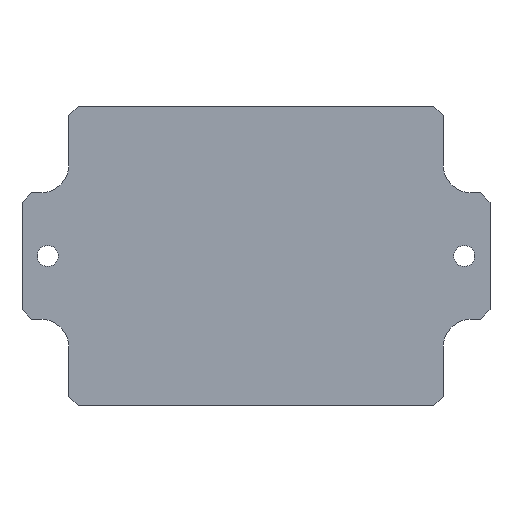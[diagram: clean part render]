
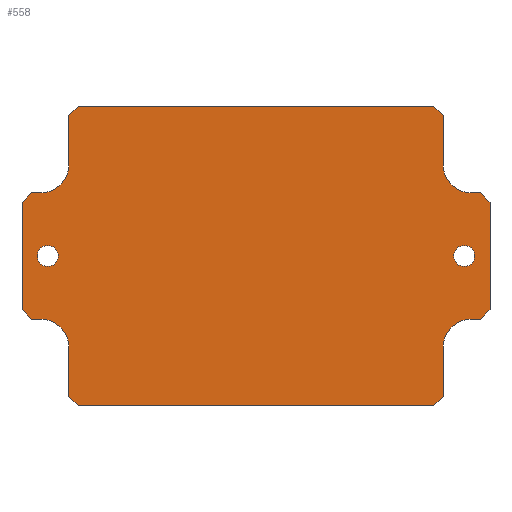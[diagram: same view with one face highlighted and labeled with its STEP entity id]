
A CAD part, top view. The second image highlights one B-rep face of the part: STEP entity #558.
In plain terms, the highlighted planar face has unit normal (0, 0, 1).
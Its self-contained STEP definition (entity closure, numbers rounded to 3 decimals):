
#25=FACE_BOUND('',#99,.T.);
#26=FACE_BOUND('',#100,.T.);
#33=CIRCLE('',#591,2.25);
#34=CIRCLE('',#593,2.25);
#35=CIRCLE('',#596,6.);
#36=CIRCLE('',#599,6.);
#37=CIRCLE('',#602,6.);
#38=CIRCLE('',#605,6.);
#66=FACE_OUTER_BOUND('',#98,.T.);
#98=EDGE_LOOP('',(#483,#484,#485,#486,#487,#488,#489,#490,#491,#492,#493,
#494,#495,#496,#497,#498,#499,#500,#501,#502,#503,#504,#505,#506));
#99=EDGE_LOOP('',(#507));
#100=EDGE_LOOP('',(#508));
#103=LINE('',#761,#167);
#107=LINE('',#768,#171);
#127=LINE('',#820,#191);
#129=LINE('',#824,#193);
#131=LINE('',#829,#195);
#134=LINE('',#834,#198);
#136=LINE('',#838,#200);
#138=LINE('',#842,#202);
#140=LINE('',#847,#204);
#143=LINE('',#852,#207);
#144=LINE('',#855,#208);
#147=LINE('',#860,#211);
#149=LINE('',#865,#213);
#152=LINE('',#870,#216);
#154=LINE('',#874,#218);
#156=LINE('',#878,#220);
#157=LINE('',#887,#221);
#159=LINE('',#893,#223);
#161=LINE('',#899,#225);
#163=LINE('',#905,#227);
#167=VECTOR('',#613,10.);
#171=VECTOR('',#619,10.);
#191=VECTOR('',#655,10.);
#193=VECTOR('',#659,10.);
#195=VECTOR('',#663,10.);
#198=VECTOR('',#668,10.);
#200=VECTOR('',#672,10.);
#202=VECTOR('',#676,10.);
#204=VECTOR('',#680,10.);
#207=VECTOR('',#685,10.);
#208=VECTOR('',#688,10.);
#211=VECTOR('',#693,10.);
#213=VECTOR('',#697,10.);
#216=VECTOR('',#702,10.);
#218=VECTOR('',#706,10.);
#220=VECTOR('',#710,10.);
#221=VECTOR('',#721,10.);
#223=VECTOR('',#729,10.);
#225=VECTOR('',#737,10.);
#227=VECTOR('',#745,10.);
#231=VERTEX_POINT('',#758);
#232=VERTEX_POINT('',#760);
#234=VERTEX_POINT('',#766);
#258=VERTEX_POINT('',#818);
#259=VERTEX_POINT('',#822);
#260=VERTEX_POINT('',#826);
#261=VERTEX_POINT('',#828);
#262=VERTEX_POINT('',#832);
#263=VERTEX_POINT('',#836);
#264=VERTEX_POINT('',#840);
#265=VERTEX_POINT('',#844);
#266=VERTEX_POINT('',#846);
#267=VERTEX_POINT('',#850);
#268=VERTEX_POINT('',#854);
#269=VERTEX_POINT('',#858);
#270=VERTEX_POINT('',#862);
#271=VERTEX_POINT('',#864);
#272=VERTEX_POINT('',#868);
#273=VERTEX_POINT('',#872);
#274=VERTEX_POINT('',#876);
#275=VERTEX_POINT('',#880);
#276=VERTEX_POINT('',#883);
#277=VERTEX_POINT('',#886);
#278=VERTEX_POINT('',#892);
#279=VERTEX_POINT('',#898);
#280=VERTEX_POINT('',#904);
#283=EDGE_CURVE('',#231,#232,#103,.T.);
#287=EDGE_CURVE('',#231,#234,#107,.T.);
#313=EDGE_CURVE('',#258,#234,#127,.T.);
#315=EDGE_CURVE('',#258,#259,#129,.T.);
#317=EDGE_CURVE('',#260,#261,#131,.T.);
#320=EDGE_CURVE('',#260,#262,#134,.T.);
#322=EDGE_CURVE('',#263,#262,#136,.T.);
#324=EDGE_CURVE('',#263,#264,#138,.T.);
#326=EDGE_CURVE('',#265,#266,#140,.T.);
#329=EDGE_CURVE('',#265,#267,#143,.T.);
#330=EDGE_CURVE('',#268,#267,#144,.T.);
#333=EDGE_CURVE('',#268,#269,#147,.T.);
#335=EDGE_CURVE('',#270,#271,#149,.T.);
#338=EDGE_CURVE('',#270,#272,#152,.T.);
#340=EDGE_CURVE('',#273,#272,#154,.T.);
#342=EDGE_CURVE('',#273,#274,#156,.T.);
#343=EDGE_CURVE('',#275,#275,#33,.T.);
#344=EDGE_CURVE('',#276,#276,#34,.T.);
#345=EDGE_CURVE('',#277,#266,#157,.T.);
#347=EDGE_CURVE('',#264,#277,#35,.T.);
#348=EDGE_CURVE('',#278,#261,#159,.T.);
#350=EDGE_CURVE('',#259,#278,#36,.T.);
#351=EDGE_CURVE('',#279,#232,#161,.T.);
#353=EDGE_CURVE('',#274,#279,#37,.T.);
#354=EDGE_CURVE('',#280,#271,#163,.T.);
#356=EDGE_CURVE('',#269,#280,#38,.T.);
#483=ORIENTED_EDGE('',*,*,#283,.F.);
#484=ORIENTED_EDGE('',*,*,#287,.T.);
#485=ORIENTED_EDGE('',*,*,#313,.F.);
#486=ORIENTED_EDGE('',*,*,#315,.T.);
#487=ORIENTED_EDGE('',*,*,#350,.T.);
#488=ORIENTED_EDGE('',*,*,#348,.T.);
#489=ORIENTED_EDGE('',*,*,#317,.F.);
#490=ORIENTED_EDGE('',*,*,#320,.T.);
#491=ORIENTED_EDGE('',*,*,#322,.F.);
#492=ORIENTED_EDGE('',*,*,#324,.T.);
#493=ORIENTED_EDGE('',*,*,#347,.T.);
#494=ORIENTED_EDGE('',*,*,#345,.T.);
#495=ORIENTED_EDGE('',*,*,#326,.F.);
#496=ORIENTED_EDGE('',*,*,#329,.T.);
#497=ORIENTED_EDGE('',*,*,#330,.F.);
#498=ORIENTED_EDGE('',*,*,#333,.T.);
#499=ORIENTED_EDGE('',*,*,#356,.T.);
#500=ORIENTED_EDGE('',*,*,#354,.T.);
#501=ORIENTED_EDGE('',*,*,#335,.F.);
#502=ORIENTED_EDGE('',*,*,#338,.T.);
#503=ORIENTED_EDGE('',*,*,#340,.F.);
#504=ORIENTED_EDGE('',*,*,#342,.T.);
#505=ORIENTED_EDGE('',*,*,#353,.T.);
#506=ORIENTED_EDGE('',*,*,#351,.T.);
#507=ORIENTED_EDGE('',*,*,#343,.T.);
#508=ORIENTED_EDGE('',*,*,#344,.T.);
#530=PLANE('',#606);
#558=ADVANCED_FACE('',(#66,#25,#26),#530,.T.);
#591=AXIS2_PLACEMENT_3D('',#881,#713,#714);
#593=AXIS2_PLACEMENT_3D('',#884,#717,#718);
#596=AXIS2_PLACEMENT_3D('',#890,#725,#726);
#599=AXIS2_PLACEMENT_3D('',#896,#733,#734);
#602=AXIS2_PLACEMENT_3D('',#902,#741,#742);
#605=AXIS2_PLACEMENT_3D('',#908,#749,#750);
#606=AXIS2_PLACEMENT_3D('',#909,#751,#752);
#613=DIRECTION('',(-0.707,0.707,0.));
#619=DIRECTION('',(1.,0.,0.));
#655=DIRECTION('',(-0.707,-0.707,0.));
#659=DIRECTION('',(0.,1.,0.));
#663=DIRECTION('',(-0.707,-0.707,0.));
#668=DIRECTION('',(0.,1.,0.));
#672=DIRECTION('',(0.707,-0.707,0.));
#676=DIRECTION('',(-1.,0.,0.));
#680=DIRECTION('',(0.707,-0.707,0.));
#685=DIRECTION('',(-1.,0.,0.));
#688=DIRECTION('',(0.707,0.707,0.));
#693=DIRECTION('',(0.,-1.,0.));
#697=DIRECTION('',(0.707,0.707,0.));
#702=DIRECTION('',(0.,-1.,0.));
#706=DIRECTION('',(-0.707,0.707,0.));
#710=DIRECTION('',(1.,0.,0.));
#713=DIRECTION('center_axis',(0.,0.,-1.));
#714=DIRECTION('ref_axis',(-1.,0.,0.));
#717=DIRECTION('center_axis',(0.,0.,-1.));
#718=DIRECTION('ref_axis',(-1.,0.,0.));
#721=DIRECTION('',(0.,1.,0.));
#725=DIRECTION('center_axis',(0.,0.,-1.));
#726=DIRECTION('ref_axis',(-1.,0.,0.));
#729=DIRECTION('',(1.,0.,0.));
#733=DIRECTION('center_axis',(0.,0.,-1.));
#734=DIRECTION('ref_axis',(0.,1.,0.));
#737=DIRECTION('',(0.,-1.,0.));
#741=DIRECTION('center_axis',(0.,0.,-1.));
#742=DIRECTION('ref_axis',(1.,0.,0.));
#745=DIRECTION('',(-1.,0.,0.));
#749=DIRECTION('center_axis',(0.,0.,-1.));
#750=DIRECTION('ref_axis',(0.,-1.,0.));
#751=DIRECTION('center_axis',(0.,0.,1.));
#752=DIRECTION('ref_axis',(1.,0.,0.));
#758=CARTESIAN_POINT('',(-38.,-32.,0.75));
#760=CARTESIAN_POINT('',(-40.,-30.,0.75));
#761=CARTESIAN_POINT('',(-37.,-33.,0.75));
#766=CARTESIAN_POINT('',(38.,-32.,0.75));
#768=CARTESIAN_POINT('',(40.,-32.,0.75));
#818=CARTESIAN_POINT('',(40.,-30.,0.75));
#820=CARTESIAN_POINT('',(37.,-33.,0.75));
#822=CARTESIAN_POINT('',(40.,-19.5,0.75));
#824=CARTESIAN_POINT('',(40.,-19.5,0.75));
#826=CARTESIAN_POINT('',(50.,-11.5,0.75));
#828=CARTESIAN_POINT('',(48.,-13.5,0.75));
#829=CARTESIAN_POINT('',(39.875,-21.625,0.75));
#832=CARTESIAN_POINT('',(50.,11.5,0.75));
#834=CARTESIAN_POINT('',(50.,13.5,0.75));
#836=CARTESIAN_POINT('',(48.,13.5,0.75));
#838=CARTESIAN_POINT('',(39.875,21.625,0.75));
#840=CARTESIAN_POINT('',(46.,13.5,0.75));
#842=CARTESIAN_POINT('',(46.,13.5,0.75));
#844=CARTESIAN_POINT('',(38.,32.,0.75));
#846=CARTESIAN_POINT('',(40.,30.,0.75));
#847=CARTESIAN_POINT('',(37.,33.,0.75));
#850=CARTESIAN_POINT('',(-38.,32.,0.75));
#852=CARTESIAN_POINT('',(-40.,32.,0.75));
#854=CARTESIAN_POINT('',(-40.,30.,0.75));
#855=CARTESIAN_POINT('',(-37.,33.,0.75));
#858=CARTESIAN_POINT('',(-40.,19.5,0.75));
#860=CARTESIAN_POINT('',(-40.,19.5,0.75));
#862=CARTESIAN_POINT('',(-50.,11.5,0.75));
#864=CARTESIAN_POINT('',(-48.,13.5,0.75));
#865=CARTESIAN_POINT('',(-39.875,21.625,0.75));
#868=CARTESIAN_POINT('',(-50.,-11.5,0.75));
#870=CARTESIAN_POINT('',(-50.,-13.5,0.75));
#872=CARTESIAN_POINT('',(-48.,-13.5,0.75));
#874=CARTESIAN_POINT('',(-39.875,-21.625,0.75));
#876=CARTESIAN_POINT('',(-46.,-13.5,0.75));
#878=CARTESIAN_POINT('',(-46.,-13.5,0.75));
#880=CARTESIAN_POINT('',(46.75,0.,0.75));
#881=CARTESIAN_POINT('Origin',(44.5,0.,0.75));
#883=CARTESIAN_POINT('',(-42.25,0.,0.75));
#884=CARTESIAN_POINT('Origin',(-44.5,0.,0.75));
#886=CARTESIAN_POINT('',(40.,19.5,0.75));
#887=CARTESIAN_POINT('',(40.,32.,0.75));
#890=CARTESIAN_POINT('Origin',(46.,19.5,0.75));
#892=CARTESIAN_POINT('',(46.,-13.5,0.75));
#893=CARTESIAN_POINT('',(50.,-13.5,0.75));
#896=CARTESIAN_POINT('Origin',(46.,-19.5,0.75));
#898=CARTESIAN_POINT('',(-40.,-19.5,0.75));
#899=CARTESIAN_POINT('',(-40.,-32.,0.75));
#902=CARTESIAN_POINT('Origin',(-46.,-19.5,0.75));
#904=CARTESIAN_POINT('',(-46.,13.5,0.75));
#905=CARTESIAN_POINT('',(-50.,13.5,0.75));
#908=CARTESIAN_POINT('Origin',(-46.,19.5,0.75));
#909=CARTESIAN_POINT('Origin',(0.,0.,
0.75));
